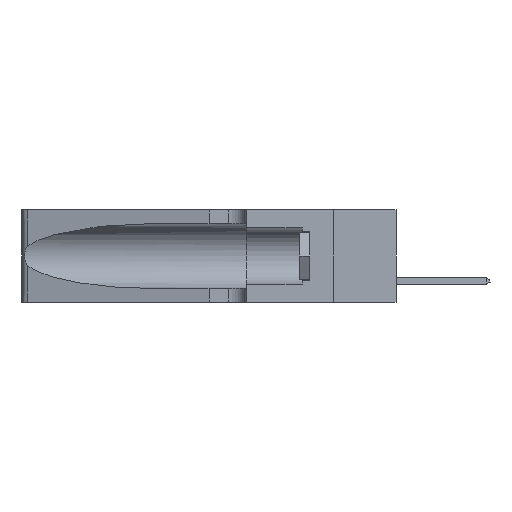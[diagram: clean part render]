
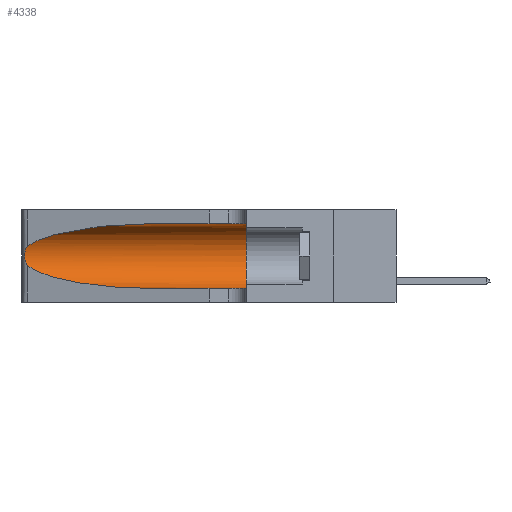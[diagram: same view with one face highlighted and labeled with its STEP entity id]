
A CAD part, left-side view. The second image highlights one B-rep face of the part: STEP entity #4338.
In plain terms, the highlighted cylindrical face has radius 3.308 mm (diameter 6.617 mm), a partial arc.
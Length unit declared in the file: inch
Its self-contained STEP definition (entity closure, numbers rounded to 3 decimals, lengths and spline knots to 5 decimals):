
#149 = CIRCLE ( 'NONE', #24312, 0.13025 ) ;
#448 = EDGE_CURVE ( 'NONE', #22826, #12759, #27167, .T. ) ;
#1720 = EDGE_CURVE ( 'NONE', #5083, #9558, #14902, .T. ) ;
#2062 = DIRECTION ( 'NONE',  ( 0., 0., 1. ) ) ;
#2169 = CARTESIAN_POINT ( 'NONE',  ( 0.2373, 1.15595, 0.28018 ) ) ;
#2332 = CARTESIAN_POINT ( 'NONE',  ( 0.1305, 1.61858, 0.31525 ) ) ;
#3102 = EDGE_CURVE ( 'NONE', #13579, #15733, #24064, .T. ) ;
#3518 = ORIENTED_EDGE ( 'NONE', *, *, #448, .T. ) ;
#3778 = EDGE_CURVE ( 'NONE', #9558, #15733, #149, .T. ) ;
#3905 = CARTESIAN_POINT ( 'NONE',  ( 0.26075, 1.23896, 0.178 ) ) ;
#4003 = CARTESIAN_POINT ( 'NONE',  ( 0.25856, 1.23593, 0.16098 ) ) ;
#4338 = ADVANCED_FACE ( 'NONE', ( #25745 ), #22539, .F. ) ;
#4706 = DIRECTION ( 'NONE',  ( 0., -1., 0. ) ) ;
#5083 = VERTEX_POINT ( 'NONE', #15616 ) ;
#5710 = ORIENTED_EDGE ( 'NONE', *, *, #23397, .T. ) ;
#5789 = CARTESIAN_POINT ( 'NONE',  ( 0.1305, 0.72297, 0.05475 ) ) ;
#5796 = CARTESIAN_POINT ( 'NONE',  ( 0.25639, 1.23184, 0.21858 ) ) ;
#6192 = CARTESIAN_POINT ( 'NONE',  ( 0.26017, 1.23833, 0.17102 ) ) ;
#6696 = CARTESIAN_POINT ( 'NONE',  ( 0.25487, 1.22718, 0.22369 ) ) ;
#6809 = DIRECTION ( 'NONE',  ( 0., -1., 0. ) ) ;
#6829 = DIRECTION ( 'NONE',  ( 0., 1., 0. ) ) ;
#7007 = CARTESIAN_POINT ( 'NONE',  ( 0.1305, 1.61858, 0.185 ) ) ;
#7100 =( BOUNDED_CURVE ( )  B_SPLINE_CURVE ( 3, ( #14614, #19380, #23749, #5789 ),
 .UNSPECIFIED., .F., .F. ) 
 B_SPLINE_CURVE_WITH_KNOTS ( ( 4, 4 ),
 ( 3.44316, 4.71239 ),
 .UNSPECIFIED. ) 
 CURVE ( )  GEOMETRIC_REPRESENTATION_ITEM ( )  RATIONAL_B_SPLINE_CURVE ( ( 1., 0.87, 0.87, 1. ) ) 
 REPRESENTATION_ITEM ( '' )  );
#8141 = CARTESIAN_POINT ( 'NONE',  ( 0.25487, 1.22718, 0.14631 ) ) ;
#8172 = CARTESIAN_POINT ( 'NONE',  ( 0.25787, 1.23484, 0.2124 ) ) ;
#8406 = VECTOR ( 'NONE', #6809, 39.37008 ) ;
#8895 = CARTESIAN_POINT ( 'NONE',  ( 0.1305, 0.35, 0.185 ) ) ;
#9558 = VERTEX_POINT ( 'NONE', #27136 ) ;
#11886 = EDGE_LOOP ( 'NONE', ( #28725, #3518, #5710, #25251, #19556, #26590 ) ) ;
#12248 = CARTESIAN_POINT ( 'NONE',  ( 0.25555, 1.22994, 0.2215 ) ) ;
#12384 =( BOUNDED_CURVE ( )  B_SPLINE_CURVE ( 3, ( #23329, #26148, #2169, #6696 ),
 .UNSPECIFIED., .F., .T. ) 
 B_SPLINE_CURVE_WITH_KNOTS ( ( 4, 4 ),
 ( 1.5708, 2.84003 ),
 .UNSPECIFIED. ) 
 CURVE ( )  GEOMETRIC_REPRESENTATION_ITEM ( )  RATIONAL_B_SPLINE_CURVE ( ( 1., 0.87, 0.87, 1. ) ) 
 REPRESENTATION_ITEM ( '' )  );
#12528 = CARTESIAN_POINT ( 'NONE',  ( 0.25487, 1.22718, 0.22369 ) ) ;
#12551 = EDGE_CURVE ( 'NONE', #5083, #22826, #12384, .T. ) ;
#12759 = VERTEX_POINT ( 'NONE', #12927 ) ;
#12927 = CARTESIAN_POINT ( 'NONE',  ( 0.25487, 1.22718, 0.14631 ) ) ;
#13126 = CARTESIAN_POINT ( 'NONE',  ( 0.25487, 1.22718, 0.22369 ) ) ;
#13579 = VERTEX_POINT ( 'NONE', #24696 ) ;
#14244 = CARTESIAN_POINT ( 'NONE',  ( 0.1305, 0.35, 0.05475 ) ) ;
#14614 = CARTESIAN_POINT ( 'NONE',  ( 0.25487, 1.22718, 0.14631 ) ) ;
#14902 = LINE ( 'NONE', #2332, #26994 ) ;
#15616 = CARTESIAN_POINT ( 'NONE',  ( 0.1305, 0.72297, 0.31525 ) ) ;
#15733 = VERTEX_POINT ( 'NONE', #14244 ) ;
#17530 = CARTESIAN_POINT ( 'NONE',  ( 0.25854, 1.2359, 0.20912 ) ) ;
#18042 = CARTESIAN_POINT ( 'NONE',  ( 0.1305, 1.61858, 0.05475 ) ) ;
#18246 = DIRECTION ( 'NONE',  ( 0., 0., -1. ) ) ;
#18558 = AXIS2_PLACEMENT_3D ( 'NONE', #7007, #29470, #18246 ) ;
#19380 = CARTESIAN_POINT ( 'NONE',  ( 0.2373, 1.15595, 0.08982 ) ) ;
#19556 = ORIENTED_EDGE ( 'NONE', *, *, #3778, .F. ) ;
#19579 = CARTESIAN_POINT ( 'NONE',  ( 0.26075, 1.23896, 0.19203 ) ) ;
#22539 = CYLINDRICAL_SURFACE ( 'NONE', #18558, 0.13025 ) ;
#22826 = VERTEX_POINT ( 'NONE', #13126 ) ;
#23329 = CARTESIAN_POINT ( 'NONE',  ( 0.1305, 0.72297, 0.31525 ) ) ;
#23397 = EDGE_CURVE ( 'NONE', #12759, #13579, #7100, .T. ) ;
#23749 = CARTESIAN_POINT ( 'NONE',  ( 0.18966, 0.96281, 0.05475 ) ) ;
#24064 = LINE ( 'NONE', #18042, #8406 ) ;
#24312 = AXIS2_PLACEMENT_3D ( 'NONE', #8895, #6829, #2062 ) ;
#24579 = CARTESIAN_POINT ( 'NONE',  ( 0.25639, 1.23186, 0.15144 ) ) ;
#24696 = CARTESIAN_POINT ( 'NONE',  ( 0.1305, 0.72297, 0.05475 ) ) ;
#25251 = ORIENTED_EDGE ( 'NONE', *, *, #3102, .T. ) ;
#25745 = FACE_OUTER_BOUND ( 'NONE', #11886, .T. ) ;
#26148 = CARTESIAN_POINT ( 'NONE',  ( 0.18966, 0.96281, 0.31525 ) ) ;
#26590 = ORIENTED_EDGE ( 'NONE', *, *, #1720, .F. ) ;
#26766 = CARTESIAN_POINT ( 'NONE',  ( 0.25789, 1.23486, 0.15765 ) ) ;
#26994 = VECTOR ( 'NONE', #4706, 39.37008 ) ;
#27136 = CARTESIAN_POINT ( 'NONE',  ( 0.1305, 0.35, 0.31525 ) ) ;
#27167 = B_SPLINE_CURVE_WITH_KNOTS ( 'NONE', 3,
 ( #12528, #12248, #5796, #8172, #17530, #28647, #19579, #3905, #6192, #4003, #26766, #24579, #27809, #8141 ),
 .UNSPECIFIED., .F., .F.,
 ( 4, 2, 2, 2, 2, 2, 4 ),
 ( 0., 0.00027, 0.00053, 0.00107, 0.0016, 0.00187, 0.00214 ),
 .UNSPECIFIED. ) ;
#27809 = CARTESIAN_POINT ( 'NONE',  ( 0.25555, 1.22993, 0.14849 ) ) ;
#28647 = CARTESIAN_POINT ( 'NONE',  ( 0.26018, 1.23835, 0.19895 ) ) ;
#28725 = ORIENTED_EDGE ( 'NONE', *, *, #12551, .T. ) ;
#29470 = DIRECTION ( 'NONE',  ( 0., -1., 0. ) ) ;
